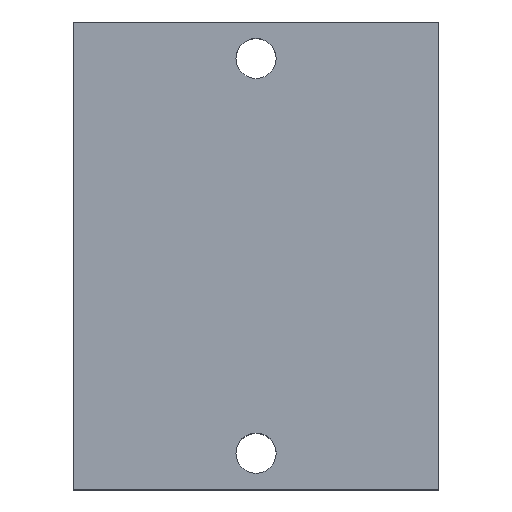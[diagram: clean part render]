
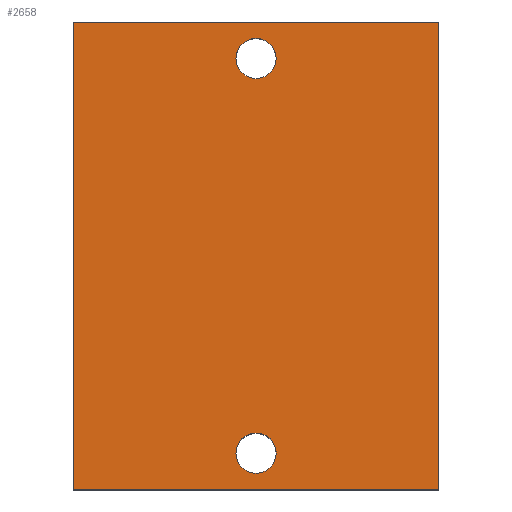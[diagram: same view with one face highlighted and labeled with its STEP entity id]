
A CAD part, top view. The second image highlights one B-rep face of the part: STEP entity #2658.
In plain terms, the highlighted planar face has unit normal (0, 0, 1).
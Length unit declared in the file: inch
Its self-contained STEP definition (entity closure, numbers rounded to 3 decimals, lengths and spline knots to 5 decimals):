
#123=DIRECTION('',(0.,-1.,0.));
#124=VECTOR('',#123,4.);
#125=CARTESIAN_POINT('',(0.,0.,2.));
#126=LINE('',#125,#124);
#127=DIRECTION('',(-1.,0.,0.));
#128=VECTOR('',#127,3.125);
#129=CARTESIAN_POINT('',(3.125,0.,2.));
#130=LINE('',#129,#128);
#131=DIRECTION('',(0.,1.,0.));
#132=VECTOR('',#131,4.);
#133=CARTESIAN_POINT('',(3.125,-4.,2.));
#134=LINE('',#133,#132);
#135=DIRECTION('',(1.,0.,0.));
#136=VECTOR('',#135,3.125);
#137=CARTESIAN_POINT('',(0.,-4.,2.));
#138=LINE('',#137,#136);
#139=CARTESIAN_POINT('',(1.563,-0.312,2.));
#140=DIRECTION('',(0.,0.,1.));
#141=DIRECTION('',(0.,1.,0.));
#142=AXIS2_PLACEMENT_3D('',#139,#140,#141);
#144=CARTESIAN_POINT('',(1.563,-0.312,2.));
#145=DIRECTION('',(0.,0.,1.));
#146=DIRECTION('',(0.,-1.,0.));
#147=AXIS2_PLACEMENT_3D('',#144,#145,#146);
#149=CARTESIAN_POINT('',(1.563,-3.688,2.));
#150=DIRECTION('',(0.,0.,1.));
#151=DIRECTION('',(0.,1.,0.));
#152=AXIS2_PLACEMENT_3D('',#149,#150,#151);
#154=CARTESIAN_POINT('',(1.563,-3.688,2.));
#155=DIRECTION('',(0.,0.,1.));
#156=DIRECTION('',(0.,-1.,0.));
#157=AXIS2_PLACEMENT_3D('',#154,#155,#156);
#2183=CARTESIAN_POINT('',(0.,0.,2.));
#2184=CARTESIAN_POINT('',(0.,-4.,2.));
#2185=VERTEX_POINT('',#2183);
#2186=VERTEX_POINT('',#2184);
#2187=CARTESIAN_POINT('',(3.125,-4.,2.));
#2188=VERTEX_POINT('',#2187);
#2189=CARTESIAN_POINT('',(3.125,0.,2.));
#2190=VERTEX_POINT('',#2189);
#2195=CARTESIAN_POINT('',(1.563,-0.14,2.));
#2196=CARTESIAN_POINT('',(1.563,-0.484,2.));
#2197=VERTEX_POINT('',#2195);
#2198=VERTEX_POINT('',#2196);
#2203=CARTESIAN_POINT('',(1.563,-3.516,2.));
#2204=CARTESIAN_POINT('',(1.563,-3.86,2.));
#2205=VERTEX_POINT('',#2203);
#2206=VERTEX_POINT('',#2204);
#2635=CARTESIAN_POINT('',(0.,0.,2.));
#2636=DIRECTION('',(0.,0.,1.));
#2637=DIRECTION('',(1.,0.,0.));
#2638=AXIS2_PLACEMENT_3D('',#2635,#2636,#2637);
#2639=PLANE('',#2638);
#2640=ORIENTED_EDGE('',*,*,#2551,.F.);
#2641=ORIENTED_EDGE('',*,*,#2572,.F.);
#2642=ORIENTED_EDGE('',*,*,#2598,.F.);
#2643=ORIENTED_EDGE('',*,*,#2617,.F.);
#2644=EDGE_LOOP('',(#2640,#2641,#2642,#2643));
#2645=FACE_OUTER_BOUND('',#2644,.F.);
#2647=ORIENTED_EDGE('',*,*,#2646,.T.);
#2649=ORIENTED_EDGE('',*,*,#2648,.T.);
#2650=EDGE_LOOP('',(#2647,#2649));
#2651=FACE_BOUND('',#2650,.F.);
#2653=ORIENTED_EDGE('',*,*,#2652,.T.);
#2655=ORIENTED_EDGE('',*,*,#2654,.T.);
#2656=EDGE_LOOP('',(#2653,#2655));
#2657=FACE_BOUND('',#2656,.F.);
#2658=ADVANCED_FACE('',(#2645,#2651,#2657),#2639,.T.);
#143=CIRCLE('',#142,0.172);
#148=CIRCLE('',#147,0.172);
#153=CIRCLE('',#152,0.172);
#158=CIRCLE('',#157,0.172);
#2551=EDGE_CURVE('',#2185,#2186,#126,.T.);
#2572=EDGE_CURVE('',#2190,#2185,#130,.T.);
#2598=EDGE_CURVE('',#2188,#2190,#134,.T.);
#2617=EDGE_CURVE('',#2186,#2188,#138,.T.);
#2646=EDGE_CURVE('',#2197,#2198,#143,.T.);
#2648=EDGE_CURVE('',#2198,#2197,#148,.T.);
#2652=EDGE_CURVE('',#2205,#2206,#153,.T.);
#2654=EDGE_CURVE('',#2206,#2205,#158,.T.);
